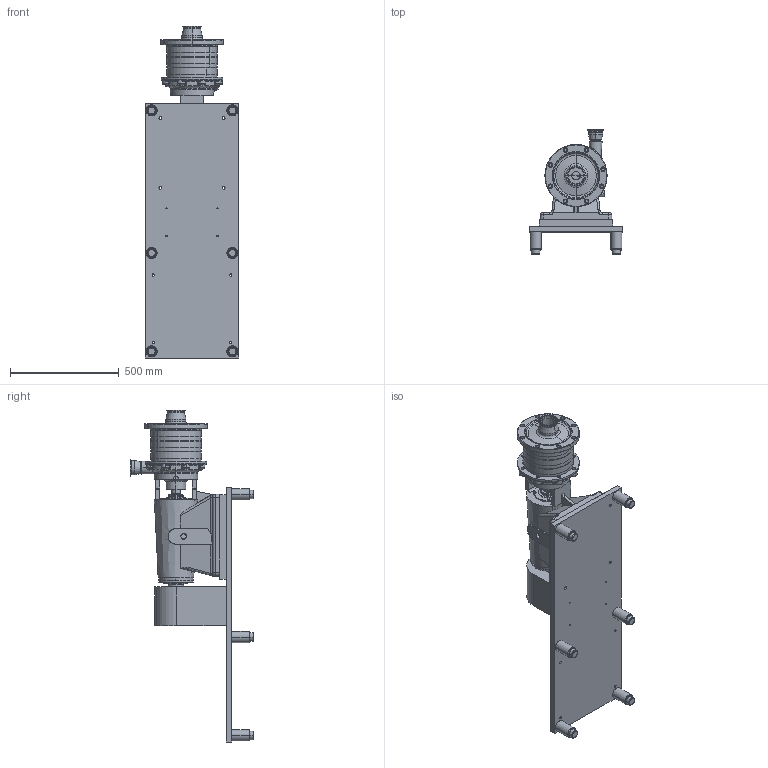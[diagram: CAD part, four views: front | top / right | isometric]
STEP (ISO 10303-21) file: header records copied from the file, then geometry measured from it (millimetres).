
FILE_DESCRIPTION (( 'STEP AP214' ), '1' );
FILE_NAME ('FM342 3 X 2.5 CLAMP 365TS ADJ LEGS.STEP', '2023-10-11T16:50:22', ( '' ), ( '' ), 'SwSTEP 2.0', 'SolidWorks 2023', '' );
FILE_SCHEMA (( 'AUTOMOTIVE_DESIGN' ));
Length unit declared in the file: millimetre
Products named in the file (6): 1713000960 Flat Plate; 1165000028; 1235000034; FM342 3 X 2.5 CLAMP 365TS ADJ LEGS; 1275000305 3 X 2.5 CLAMP_3 X 2.5 CLAMP; 1713000960 Adjustable Legs_small leg
Assembly tree (10 placements, depth 2):
  FM342 3 X 2.5 CLAMP 365TS ADJ LEGS
    1713000960 Flat Plate
    1713000960 Adjustable Legs_small leg  x6
    1165000028
    1235000034
    1275000305 3 X 2.5 CLAMP_3 X 2.5 CLAMP
Bounding box: 431.8 x 569.75 x 1526.2 mm (x, y, z)
Volume: 23383418.5 mm3; surface area: 3099153.4 mm2
Topology: 9 solids, 27 shells, 863 faces, 2220 edges, 1384 vertices
Faces by surface type: cylinder 348, plane 190, torus 139, cone 106, bspline 77, sphere 3
Entity records: 32610 total; most frequent: CARTESIAN_POINT 12574, DIRECTION 4387, ORIENTED_EDGE 3957, EDGE_CURVE 2104, AXIS2_PLACEMENT_3D 1821, VERTEX_POINT 1324, CIRCLE 1076, EDGE_LOOP 955
